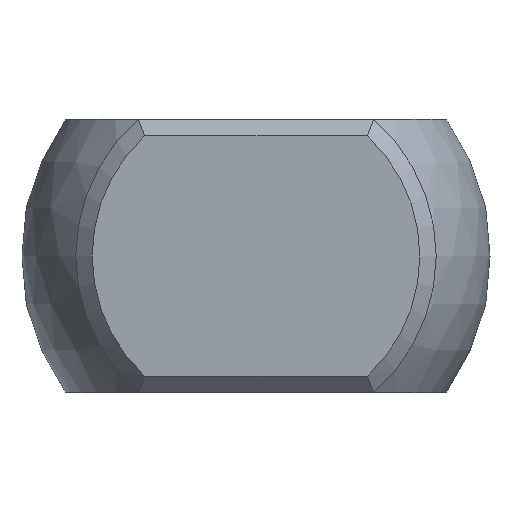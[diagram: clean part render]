
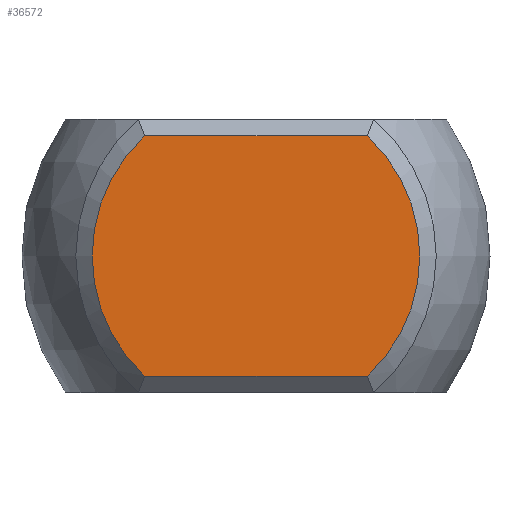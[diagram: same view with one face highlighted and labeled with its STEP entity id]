
A CAD part, left-side view. The second image highlights one B-rep face of the part: STEP entity #36572.
In plain terms, the highlighted planar face has unit normal (-1, 0, 0).
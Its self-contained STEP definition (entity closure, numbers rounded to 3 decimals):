
#34972 = PLANE('',#34973);
#34973 = AXIS2_PLACEMENT_3D('',#34974,#34975,#34976);
#34974 = CARTESIAN_POINT('',(-15.475,4.775,2.35));
#34975 = DIRECTION('',(-0.707,0.,0.707));
#34976 = DIRECTION('',(0.707,0.,0.707));
#36202 = CONICAL_SURFACE('',#36203,3.15,0.785);
#36203 = AXIS2_PLACEMENT_3D('',#36204,#36205,#36206);
#36204 = CARTESIAN_POINT('',(-15.475,0.,0.));
#36205 = DIRECTION('',(1.,0.,0.));
#36206 = DIRECTION('',(0.,-1.,0.));
#36222 = VERTEX_POINT('',#36223);
#36223 = CARTESIAN_POINT('',(-15.625,-2.04,2.2));
#36245 = EDGE_CURVE('',#36222,#36246,#36248,.T.);
#36246 = VERTEX_POINT('',#36247);
#36247 = CARTESIAN_POINT('',(-15.625,-2.04,-2.2));
#36248 = SURFACE_CURVE('',#36249,(#36254,#36261),.PCURVE_S1.);
#36249 = CIRCLE('',#36250,3.);
#36250 = AXIS2_PLACEMENT_3D('',#36251,#36252,#36253);
#36251 = CARTESIAN_POINT('',(-15.625,0.,0.));
#36252 = DIRECTION('',(1.,0.,0.));
#36253 = DIRECTION('',(0.,-1.,0.));
#36254 = PCURVE('',#36202,#36255);
#36255 = DEFINITIONAL_REPRESENTATION('',(#36256),#36260);
#36256 = LINE('',#36257,#36258);
#36257 = CARTESIAN_POINT('',(-6.283,-0.15));
#36258 = VECTOR('',#36259,1.);
#36259 = DIRECTION('',(1.,0.));
#36260 = ( GEOMETRIC_REPRESENTATION_CONTEXT(2) 
PARAMETRIC_REPRESENTATION_CONTEXT() REPRESENTATION_CONTEXT('2D SPACE',''
  ) );
#36261 = PCURVE('',#36262,#36267);
#36262 = PLANE('',#36263);
#36263 = AXIS2_PLACEMENT_3D('',#36264,#36265,#36266);
#36264 = CARTESIAN_POINT('',(-15.625,3.3,0.));
#36265 = DIRECTION('',(-1.,0.,0.));
#36266 = DIRECTION('',(0.,0.,1.));
#36267 = DEFINITIONAL_REPRESENTATION('',(#36268),#36276);
#36268 = ( BOUNDED_CURVE() B_SPLINE_CURVE(2,(#36269,#36270,#36271,#36272
    ,#36273,#36274,#36275),.UNSPECIFIED.,.T.,.F.) 
B_SPLINE_CURVE_WITH_KNOTS((1,2,2,2,2,1),(-2.094,0.,
    2.094,4.189,6.283,8.378),
.UNSPECIFIED.) CURVE() GEOMETRIC_REPRESENTATION_ITEM() 
RATIONAL_B_SPLINE_CURVE((1.,0.5,1.,0.5,1.,0.5,1.)) REPRESENTATION_ITEM(
  '') );
#36269 = CARTESIAN_POINT('',(0.,-6.3));
#36270 = CARTESIAN_POINT('',(-5.196,-6.3));
#36271 = CARTESIAN_POINT('',(-2.598,-1.8));
#36272 = CARTESIAN_POINT('',(0.,2.7));
#36273 = CARTESIAN_POINT('',(2.598,-1.8));
#36274 = CARTESIAN_POINT('',(5.196,-6.3));
#36275 = CARTESIAN_POINT('',(0.,-6.3));
#36276 = ( GEOMETRIC_REPRESENTATION_CONTEXT(2) 
PARAMETRIC_REPRESENTATION_CONTEXT() REPRESENTATION_CONTEXT('2D SPACE',''
  ) );
#36292 = PLANE('',#36293);
#36293 = AXIS2_PLACEMENT_3D('',#36294,#36295,#36296);
#36294 = CARTESIAN_POINT('',(-15.475,-1.475,-2.35));
#36295 = DIRECTION('',(-0.707,0.,-0.707));
#36296 = DIRECTION('',(-0.707,0.,0.707));
#36310 = VERTEX_POINT('',#36311);
#36311 = CARTESIAN_POINT('',(-15.625,2.04,2.2));
#36327 = CONICAL_SURFACE('',#36328,3.15,0.785);
#36328 = AXIS2_PLACEMENT_3D('',#36329,#36330,#36331);
#36329 = CARTESIAN_POINT('',(-15.475,0.,0.));
#36330 = DIRECTION('',(1.,0.,0.));
#36331 = DIRECTION('',(-0.,1.,0.));
#36338 = EDGE_CURVE('',#36310,#36222,#36339,.T.);
#36339 = SURFACE_CURVE('',#36340,(#36344,#36351),.PCURVE_S1.);
#36340 = LINE('',#36341,#36342);
#36341 = CARTESIAN_POINT('',(-15.625,4.775,2.2));
#36342 = VECTOR('',#36343,1.);
#36343 = DIRECTION('',(0.,-1.,0.));
#36344 = PCURVE('',#34972,#36345);
#36345 = DEFINITIONAL_REPRESENTATION('',(#36346),#36350);
#36346 = LINE('',#36347,#36348);
#36347 = CARTESIAN_POINT('',(-0.212,0.));
#36348 = VECTOR('',#36349,1.);
#36349 = DIRECTION('',(0.,-1.));
#36350 = ( GEOMETRIC_REPRESENTATION_CONTEXT(2) 
PARAMETRIC_REPRESENTATION_CONTEXT() REPRESENTATION_CONTEXT('2D SPACE',''
  ) );
#36351 = PCURVE('',#36262,#36352);
#36352 = DEFINITIONAL_REPRESENTATION('',(#36353),#36357);
#36353 = LINE('',#36354,#36355);
#36354 = CARTESIAN_POINT('',(2.2,1.475));
#36355 = VECTOR('',#36356,1.);
#36356 = DIRECTION('',(0.,-1.));
#36357 = ( GEOMETRIC_REPRESENTATION_CONTEXT(2) 
PARAMETRIC_REPRESENTATION_CONTEXT() REPRESENTATION_CONTEXT('2D SPACE',''
  ) );
#36388 = VERTEX_POINT('',#36389);
#36389 = CARTESIAN_POINT('',(-15.625,2.04,-2.2));
#36411 = EDGE_CURVE('',#36388,#36310,#36412,.T.);
#36412 = SURFACE_CURVE('',#36413,(#36418,#36425),.PCURVE_S1.);
#36413 = CIRCLE('',#36414,3.);
#36414 = AXIS2_PLACEMENT_3D('',#36415,#36416,#36417);
#36415 = CARTESIAN_POINT('',(-15.625,0.,0.));
#36416 = DIRECTION('',(1.,0.,0.));
#36417 = DIRECTION('',(-0.,1.,0.));
#36418 = PCURVE('',#36327,#36419);
#36419 = DEFINITIONAL_REPRESENTATION('',(#36420),#36424);
#36420 = LINE('',#36421,#36422);
#36421 = CARTESIAN_POINT('',(-6.283,-0.15));
#36422 = VECTOR('',#36423,1.);
#36423 = DIRECTION('',(1.,0.));
#36424 = ( GEOMETRIC_REPRESENTATION_CONTEXT(2) 
PARAMETRIC_REPRESENTATION_CONTEXT() REPRESENTATION_CONTEXT('2D SPACE',''
  ) );
#36425 = PCURVE('',#36262,#36426);
#36426 = DEFINITIONAL_REPRESENTATION('',(#36427),#36435);
#36427 = ( BOUNDED_CURVE() B_SPLINE_CURVE(2,(#36428,#36429,#36430,#36431
    ,#36432,#36433,#36434),.UNSPECIFIED.,.T.,.F.) 
B_SPLINE_CURVE_WITH_KNOTS((1,2,2,2,2,1),(-2.094,0.,
    2.094,4.189,6.283,8.378),
.UNSPECIFIED.) CURVE() GEOMETRIC_REPRESENTATION_ITEM() 
RATIONAL_B_SPLINE_CURVE((1.,0.5,1.,0.5,1.,0.5,1.)) REPRESENTATION_ITEM(
  '') );
#36428 = CARTESIAN_POINT('',(0.,-0.3));
#36429 = CARTESIAN_POINT('',(5.196,-0.3));
#36430 = CARTESIAN_POINT('',(2.598,-4.8));
#36431 = CARTESIAN_POINT('',(0.,-9.3));
#36432 = CARTESIAN_POINT('',(-2.598,-4.8));
#36433 = CARTESIAN_POINT('',(-5.196,-0.3));
#36434 = CARTESIAN_POINT('',(0.,-0.3));
#36435 = ( GEOMETRIC_REPRESENTATION_CONTEXT(2) 
PARAMETRIC_REPRESENTATION_CONTEXT() REPRESENTATION_CONTEXT('2D SPACE',''
  ) );
#36441 = EDGE_CURVE('',#36246,#36388,#36442,.T.);
#36442 = SURFACE_CURVE('',#36443,(#36447,#36454),.PCURVE_S1.);
#36443 = LINE('',#36444,#36445);
#36444 = CARTESIAN_POINT('',(-15.625,-1.475,-2.2));
#36445 = VECTOR('',#36446,1.);
#36446 = DIRECTION('',(0.,1.,0.));
#36447 = PCURVE('',#36292,#36448);
#36448 = DEFINITIONAL_REPRESENTATION('',(#36449),#36453);
#36449 = LINE('',#36450,#36451);
#36450 = CARTESIAN_POINT('',(0.212,0.));
#36451 = VECTOR('',#36452,1.);
#36452 = DIRECTION('',(0.,1.));
#36453 = ( GEOMETRIC_REPRESENTATION_CONTEXT(2) 
PARAMETRIC_REPRESENTATION_CONTEXT() REPRESENTATION_CONTEXT('2D SPACE',''
  ) );
#36454 = PCURVE('',#36262,#36455);
#36455 = DEFINITIONAL_REPRESENTATION('',(#36456),#36460);
#36456 = LINE('',#36457,#36458);
#36457 = CARTESIAN_POINT('',(-2.2,-4.775));
#36458 = VECTOR('',#36459,1.);
#36459 = DIRECTION('',(0.,1.));
#36460 = ( GEOMETRIC_REPRESENTATION_CONTEXT(2) 
PARAMETRIC_REPRESENTATION_CONTEXT() REPRESENTATION_CONTEXT('2D SPACE',''
  ) );
#36572 = ADVANCED_FACE('',(#36573),#36262,.T.);
#36573 = FACE_BOUND('',#36574,.T.);
#36574 = EDGE_LOOP('',(#36575,#36576,#36577,#36578));
#36575 = ORIENTED_EDGE('',*,*,#36245,.F.);
#36576 = ORIENTED_EDGE('',*,*,#36338,.F.);
#36577 = ORIENTED_EDGE('',*,*,#36411,.F.);
#36578 = ORIENTED_EDGE('',*,*,#36441,.F.);
